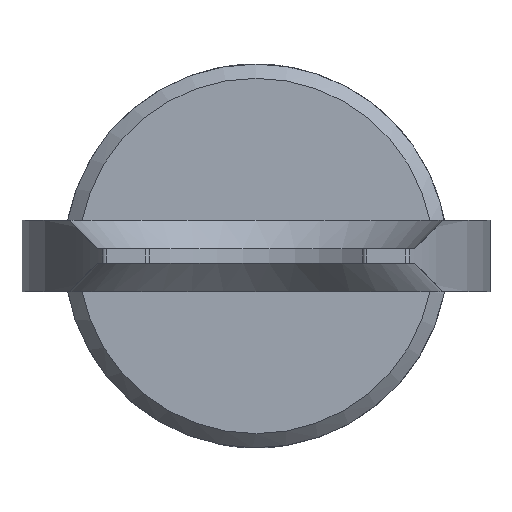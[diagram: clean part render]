
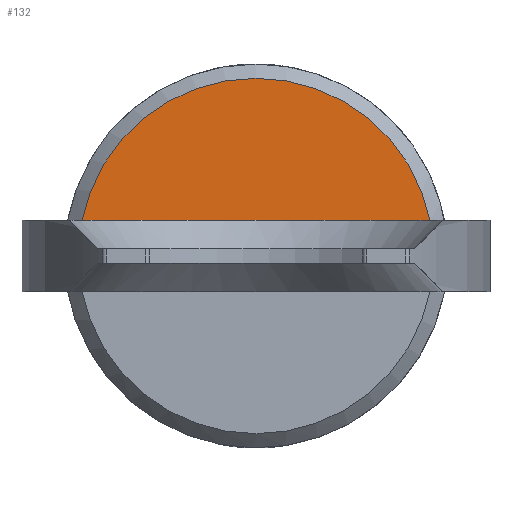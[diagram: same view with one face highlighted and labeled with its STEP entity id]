
A CAD part, left-side view. The second image highlights one B-rep face of the part: STEP entity #132.
In plain terms, the highlighted planar face has unit normal (-1, 0, 0).
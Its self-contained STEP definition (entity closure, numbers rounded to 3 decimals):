
#132 = ADVANCED_FACE( '', ( #277 ), #278, .T. );
#277 = FACE_OUTER_BOUND( '', #419, .T. );
#278 = PLANE( '', #420 );
#419 = EDGE_LOOP( '', ( #726, #727 ) );
#420 = AXIS2_PLACEMENT_3D( '', #728, #729, #730 );
#726 = ORIENTED_EDGE( '', *, *, #897, .T. );
#727 = ORIENTED_EDGE( '', *, *, #895, .T. );
#728 = CARTESIAN_POINT( '', ( 18., 0., 0. ) );
#729 = DIRECTION( '', ( -1., 0., 0. ) );
#730 = DIRECTION( '', ( 0., 0., 1. ) );
#895 = EDGE_CURVE( '', #923, #1039, #1083, .T. );
#897 = EDGE_CURVE( '', #1039, #923, #1085, .T. );
#923 = VERTEX_POINT( '', #1173 );
#1039 = VERTEX_POINT( '', #1492 );
#1083 = LINE( '', #1549, #1550 );
#1085 = CIRCLE( '', #1552, 12.5 );
#1173 = CARTESIAN_POINT( '', ( 18., 12.247, 2.5 ) );
#1492 = CARTESIAN_POINT( '', ( 18., -12.247, 2.5 ) );
#1549 = CARTESIAN_POINT( '', ( 18., 25., 2.5 ) );
#1550 = VECTOR( '', #1727, 1000. );
#1552 = AXIS2_PLACEMENT_3D( '', #1728, #1729, #1730 );
#1727 = DIRECTION( '', ( 0., -1., 0. ) );
#1728 = CARTESIAN_POINT( '', ( 18., 0., 0. ) );
#1729 = DIRECTION( '', ( -1., 0., 0. ) );
#1730 = DIRECTION( '', ( 0., 0., 1. ) );
